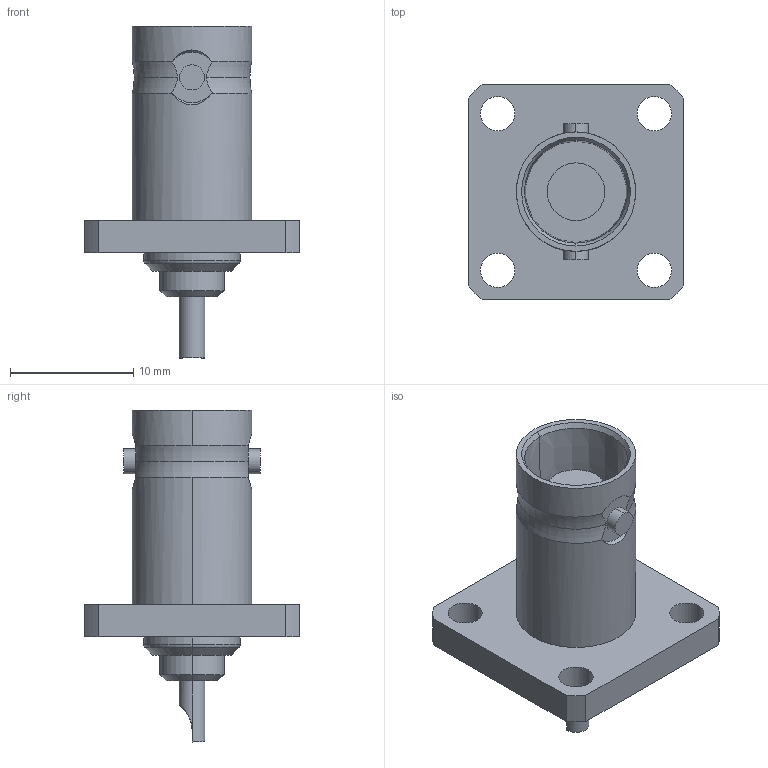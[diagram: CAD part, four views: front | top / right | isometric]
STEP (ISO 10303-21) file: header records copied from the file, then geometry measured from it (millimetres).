
FILE_DESCRIPTION (( 'STEP AP214' ), '1' );
FILE_NAME ('J01001A0612.STEP', '2015-02-02T15:07:52', ( '' ), ( '' ), 'SwSTEP 2.0', 'SolidWorks 2014', '' );
FILE_SCHEMA (( 'AUTOMOTIVE_DESIGN' ));
Length unit declared in the file: millimetre
Products named in the file (1): J01001A0612
Bounding box: 17.5 x 17.5 x 26.92 mm (x, y, z)
Volume: 1739.1 mm3; surface area: 1589.1 mm2
Topology: 1 solids, 1 shells, 74 faces, 175 edges, 111 vertices
Faces by surface type: cylinder 31, plane 19, cone 16, torus 8
Entity records: 3129 total; most frequent: CARTESIAN_POINT 555, DIRECTION 390, ORIENTED_EDGE 350, EDGE_CURVE 175, AXIS2_PLACEMENT_3D 164, VERTEX_POINT 111, EDGE_LOOP 90, CIRCLE 89
